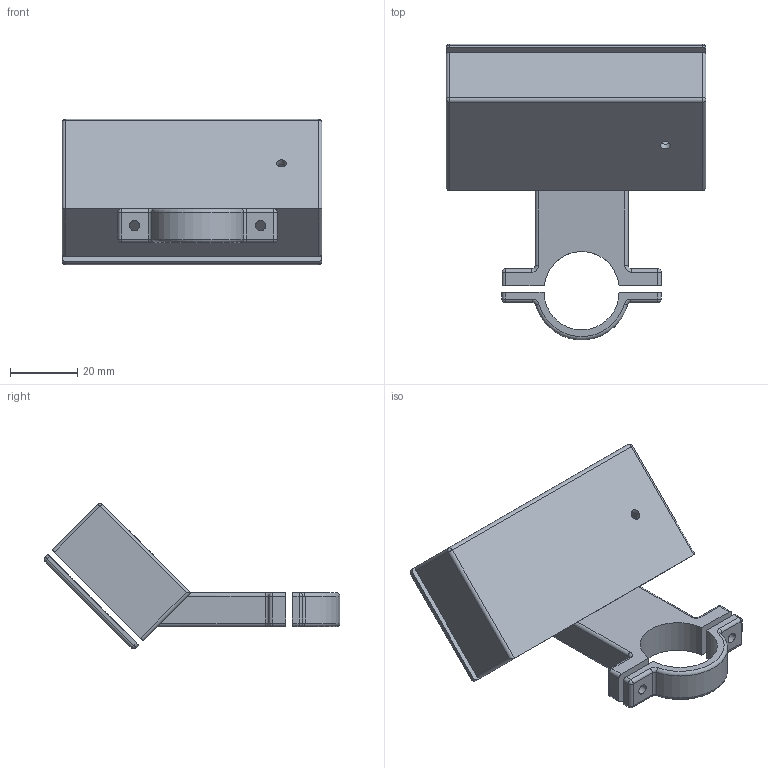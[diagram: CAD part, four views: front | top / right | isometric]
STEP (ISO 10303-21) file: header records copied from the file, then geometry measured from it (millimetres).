
FILE_DESCRIPTION (( 'STEP AP214' ), '1' );
FILE_NAME ('MB2_Case.STEP', '2024-03-28T04:10:54', ( '' ), ( '' ), 'SwSTEP 2.0', 'SolidWorks 2024', '' );
FILE_SCHEMA (( 'AUTOMOTIVE_DESIGN' ));
Length unit declared in the file: millimetre
Products named in the file (4): case-bottom; MB2_Case; hb_mount_top; hb_mount_bottom
Assembly tree (3 placements, depth 2):
  MB2_Case
    hb_mount_top
    hb_mount_bottom
    case-bottom
Bounding box: 77.08 x 87.67 x 43.08 mm (x, y, z)
Volume: 29144.9 mm3; surface area: 24623.3 mm2
Topology: 4 solids, 4 shells, 187 faces, 457 edges, 265 vertices
Faces by surface type: cylinder 87, plane 66, sphere 20, torus 14
Full cylindrical faces by diameter (mm): 2 x8, 3 x5, 5 x1
Entity records: 5334 total; most frequent: DIRECTION 972, CARTESIAN_POINT 887, ORIENTED_EDGE 828, EDGE_CURVE 414, AXIS2_PLACEMENT_3D 373, VERTEX_POINT 256, EDGE_LOOP 236, VECTOR 226
